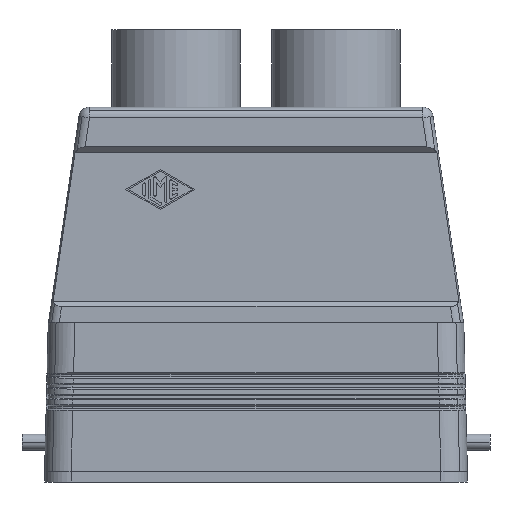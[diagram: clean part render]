
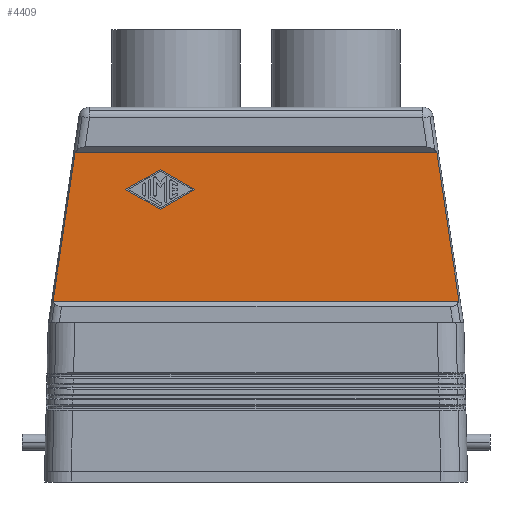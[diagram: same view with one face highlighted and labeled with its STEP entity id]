
A CAD part, front view. The second image highlights one B-rep face of the part: STEP entity #4409.
In plain terms, the highlighted planar face has unit normal (0, -1, 0).
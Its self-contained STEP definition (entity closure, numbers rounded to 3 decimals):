
#3599=CARTESIAN_POINT('',(-11.5,-17.0,55.));
#3600=VERTEX_POINT('',#3599);
#3607=CARTESIAN_POINT('',(-18.,-17.0,58.749));
#3608=VERTEX_POINT('',#3607);
#3609=CARTESIAN_POINT('',(-18.,-17.0,58.749));
#3610=DIRECTION('',(0.866,0.0,-0.5));
#3611=VECTOR('',#3610,7.504);
#3612=LINE('',#3609,#3611);
#3613=EDGE_CURVE('',#3608,#3600,#3612,.T.);
#3637=CARTESIAN_POINT('',(-18.0,-17.0,51.251));
#3638=VERTEX_POINT('',#3637);
#3645=CARTESIAN_POINT('',(-11.5,-17.0,55.));
#3646=DIRECTION('',(-0.866,0.0,-0.5));
#3647=VECTOR('',#3646,7.504);
#3648=LINE('',#3645,#3647);
#3649=EDGE_CURVE('',#3600,#3638,#3648,.T.);
#3668=CARTESIAN_POINT('',(-24.5,-17.0,55.));
#3669=VERTEX_POINT('',#3668);
#3676=CARTESIAN_POINT('',(-18.0,-17.0,51.251));
#3677=DIRECTION('',(-0.866,0.0,0.5));
#3678=VECTOR('',#3677,7.504);
#3679=LINE('',#3676,#3678);
#3680=EDGE_CURVE('',#3638,#3669,#3679,.T.);
#3698=CARTESIAN_POINT('',(-24.5,-17.0,55.));
#3699=DIRECTION('',(0.866,0.0,0.5));
#3700=VECTOR('',#3699,7.504);
#3701=LINE('',#3698,#3700);
#3702=EDGE_CURVE('',#3669,#3608,#3701,.T.);
#4364=CARTESIAN_POINT('',(0.0,-17.,62.));
#4365=DIRECTION('',(0.0,1.0,0.0));
#4366=DIRECTION('',(0.0,0.0,1.0));
#4367=AXIS2_PLACEMENT_3D('',#4364,#4365,#4366);
#4368=PLANE('',#4367);
#4369=CARTESIAN_POINT('',(-38.153,-17.,34.0));
#4370=VERTEX_POINT('',#4369);
#4371=CARTESIAN_POINT('',(-34.019,-17.,62.));
#4372=VERTEX_POINT('',#4371);
#4373=CARTESIAN_POINT('',(-38.153,-17.,34.0));
#4374=DIRECTION('',(0.146,0.,0.989));
#4375=VECTOR('',#4374,28.304);
#4376=LINE('',#4373,#4375);
#4377=EDGE_CURVE('',#4370,#4372,#4376,.T.);
#4378=ORIENTED_EDGE('',*,*,#4377,.F.);
#4379=CARTESIAN_POINT('',(38.153,-17.,34.0));
#4380=VERTEX_POINT('',#4379);
#4381=CARTESIAN_POINT('',(38.153,-17.,34.0));
#4382=DIRECTION('',(-1.0,0.0,0.0));
#4383=VECTOR('',#4382,76.307);
#4384=LINE('',#4381,#4383);
#4385=EDGE_CURVE('',#4380,#4370,#4384,.T.);
#4386=ORIENTED_EDGE('',*,*,#4385,.F.);
#4387=CARTESIAN_POINT('',(34.019,-17.,62.));
#4388=VERTEX_POINT('',#4387);
#4389=CARTESIAN_POINT('',(34.019,-17.,62.));
#4390=DIRECTION('',(0.146,0.,-0.989));
#4391=VECTOR('',#4390,28.304);
#4392=LINE('',#4389,#4391);
#4393=EDGE_CURVE('',#4388,#4380,#4392,.T.);
#4394=ORIENTED_EDGE('',*,*,#4393,.F.);
#4395=CARTESIAN_POINT('',(-34.019,-17.,62.));
#4396=DIRECTION('',(1.0,0.0,0.0));
#4397=VECTOR('',#4396,68.038);
#4398=LINE('',#4395,#4397);
#4399=EDGE_CURVE('',#4372,#4388,#4398,.T.);
#4400=ORIENTED_EDGE('',*,*,#4399,.F.);
#4401=EDGE_LOOP('',(#4378,#4386,#4394,#4400));
#4402=FACE_OUTER_BOUND('',#4401,.T.);
#4403=ORIENTED_EDGE('',*,*,#3613,.T.);
#4404=ORIENTED_EDGE('',*,*,#3649,.T.);
#4405=ORIENTED_EDGE('',*,*,#3680,.T.);
#4406=ORIENTED_EDGE('',*,*,#3702,.T.);
#4407=EDGE_LOOP('',(#4403,#4404,#4405,#4406));
#4408=FACE_BOUND('',#4407,.T.);
#4409=ADVANCED_FACE('',(#4402,#4408),#4368,.F.);
